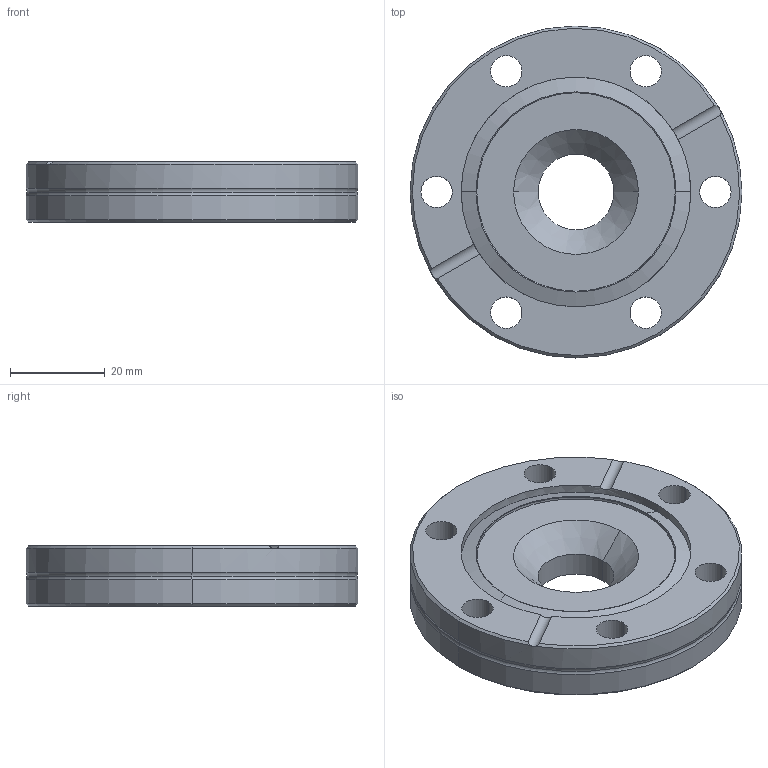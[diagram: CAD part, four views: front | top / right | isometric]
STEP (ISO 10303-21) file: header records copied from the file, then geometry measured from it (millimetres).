
FILE_DESCRIPTION (( 'STEP AP214' ), '1' );
FILE_NAME ('480FLR040-016.step', '2017-07-10T04:58:36', ( 'install' ), ( '' ), 'SwSTEP 2.0', 'SolidWorks 2015', '' );
FILE_SCHEMA (( 'AUTOMOTIVE_DESIGN' ));
Length unit declared in the file: millimetre
Products named in the file (1): 480FLR040-016
Bounding box: 69.9 x 69.9 x 12.7 mm (x, y, z)
Volume: 40124.6 mm3; surface area: 12445.5 mm2
Topology: 1 solids, 1 shells, 80 faces, 196 edges, 113 vertices
Faces by surface type: cylinder 38, cone 27, torus 8, plane 5, sphere 2
Entity records: 2543 total; most frequent: CARTESIAN_POINT 464, DIRECTION 443, ORIENTED_EDGE 368, AXIS2_PLACEMENT_3D 188, EDGE_CURVE 184, VERTEX_POINT 113, CIRCLE 107, EDGE_LOOP 101
